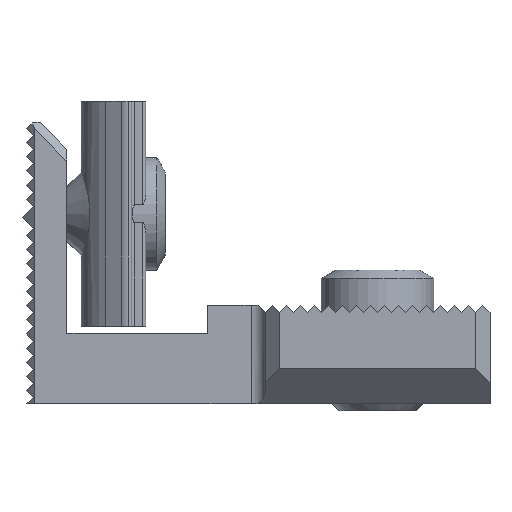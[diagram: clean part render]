
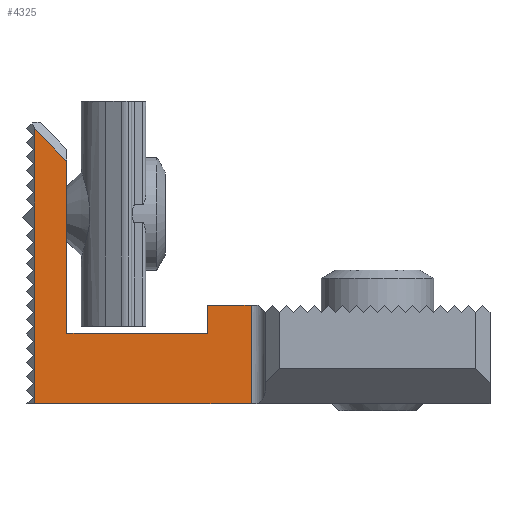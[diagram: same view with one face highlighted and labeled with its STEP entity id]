
A CAD part, front view. The second image highlights one B-rep face of the part: STEP entity #4325.
In plain terms, the highlighted planar face has unit normal (0, -1, 0).
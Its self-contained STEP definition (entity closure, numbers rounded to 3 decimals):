
#222=FACE_OUTER_BOUND('',#478,.T.);
#478=EDGE_LOOP('',(#3241,#3242,#3243,#3244,#3245,#3246,#3247,#3248));
#768=LINE('',#6540,#1317);
#815=LINE('',#6648,#1364);
#867=LINE('',#6759,#1416);
#871=LINE('',#6768,#1420);
#874=LINE('',#6775,#1423);
#875=LINE('',#6776,#1424);
#876=LINE('',#6777,#1425);
#877=LINE('',#6778,#1426);
#1317=VECTOR('',#5157,1.);
#1364=VECTOR('',#5222,1.);
#1416=VECTOR('',#5290,1.);
#1420=VECTOR('',#5296,1.);
#1423=VECTOR('',#5303,1.);
#1424=VECTOR('',#5304,1.);
#1425=VECTOR('',#5305,1.);
#1426=VECTOR('',#5306,1.);
#1867=VERTEX_POINT('',#6537);
#1868=VERTEX_POINT('',#6539);
#1918=VERTEX_POINT('',#6644);
#1920=VERTEX_POINT('',#6647);
#1971=VERTEX_POINT('',#6758);
#1974=VERTEX_POINT('',#6765);
#1975=VERTEX_POINT('',#6767);
#1977=VERTEX_POINT('',#6774);
#2316=EDGE_CURVE('',#1868,#1867,#768,.T.);
#2369=EDGE_CURVE('',#1920,#1918,#815,.T.);
#2425=EDGE_CURVE('',#1971,#1920,#867,.T.);
#2429=EDGE_CURVE('',#1974,#1975,#871,.T.);
#2433=EDGE_CURVE('',#1977,#1918,#874,.T.);
#2434=EDGE_CURVE('',#1868,#1977,#875,.T.);
#2435=EDGE_CURVE('',#1975,#1867,#876,.T.);
#2436=EDGE_CURVE('',#1974,#1971,#877,.T.);
#3241=ORIENTED_EDGE('',*,*,#2369,.T.);
#3242=ORIENTED_EDGE('',*,*,#2433,.F.);
#3243=ORIENTED_EDGE('',*,*,#2434,.F.);
#3244=ORIENTED_EDGE('',*,*,#2316,.T.);
#3245=ORIENTED_EDGE('',*,*,#2435,.F.);
#3246=ORIENTED_EDGE('',*,*,#2429,.F.);
#3247=ORIENTED_EDGE('',*,*,#2436,.T.);
#3248=ORIENTED_EDGE('',*,*,#2425,.T.);
#4089=PLANE('',#4635);
#4325=ADVANCED_FACE('',(#222),#4089,.T.);
#4635=AXIS2_PLACEMENT_3D('',#6773,#5301,#5302);
#5157=DIRECTION('',(1.,0.,0.));
#5222=DIRECTION('',(0.,0.,1.));
#5290=DIRECTION('',(-1.,0.,0.));
#5296=DIRECTION('',(1.,0.,0.));
#5301=DIRECTION('center_axis',(0.,-1.,0.));
#5302=DIRECTION('ref_axis',(0.,0.,
1.));
#5303=DIRECTION('',(0.707,0.,-0.707));
#5304=DIRECTION('',(0.,0.,1.));
#5305=DIRECTION('',(0.,0.,-1.));
#5306=DIRECTION('',(0.,0.,-1.));
#6537=CARTESIAN_POINT('',(15.4,0.,0.));
#6539=CARTESIAN_POINT('',(0.,0.,0.));
#6540=CARTESIAN_POINT('',(7.657,0.,0.));
#6644=CARTESIAN_POINT('',(2.3,0.,17.251));
#6647=CARTESIAN_POINT('',(2.3,0.,5.));
#6648=CARTESIAN_POINT('',(2.3,0.,18.441));
#6758=CARTESIAN_POINT('',(12.3,0.,5.));
#6759=CARTESIAN_POINT('',(1.741,0.,5.));
#6765=CARTESIAN_POINT('',(12.3,0.,7.));
#6767=CARTESIAN_POINT('',(15.4,0.,7.));
#6768=CARTESIAN_POINT('',(16.9,0.,7.));
#6773=CARTESIAN_POINT('Origin',(-0.267,0.,19.25));
#6774=CARTESIAN_POINT('',(0.,0.,19.551));
#6775=CARTESIAN_POINT('',(0.872,0.,18.68));
#6776=CARTESIAN_POINT('',(0.,0.,7.125));
#6777=CARTESIAN_POINT('',(15.4,0.,4.945));
#6778=CARTESIAN_POINT('',(12.3,0.,12.125));
